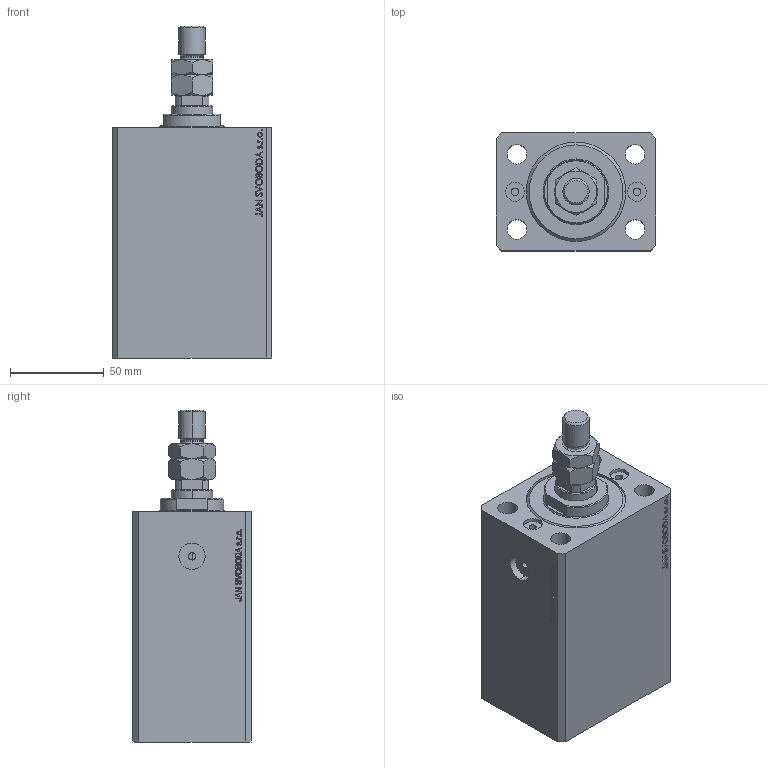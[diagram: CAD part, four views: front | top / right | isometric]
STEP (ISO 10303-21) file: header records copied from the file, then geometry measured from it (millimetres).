
FILE_DESCRIPTION (( 'STEP AP203' ), '1' );
FILE_NAME ('9ad6.STEP', '2023-10-07T20:12:08', ( '' ), ( '' ), 'SwSTEP 2.0', 'SolidWorks 2019', '' );
FILE_SCHEMA (( 'CONFIG_CONTROL_DESIGN' ));
Length unit declared in the file: millimetre
Products named in the file (5): 9ad6; V250CE_C_VCP 44535508e07abc45f07a2eb04bedbdb0; MTA 44535508e07abc45f07a2eb04bedbdb0; V250CE_C_Body 44535508e07abc45f07a2eb04bedbdb0; V250CE_VC_C 44535508e07abc45f07a2eb04bedbdb0
Assembly tree (4 placements, depth 2):
  9ad6
    V250CE_C_Body 44535508e07abc45f07a2eb04bedbdb0
    V250CE_C_VCP 44535508e07abc45f07a2eb04bedbdb0
    V250CE_VC_C 44535508e07abc45f07a2eb04bedbdb0
    MTA 44535508e07abc45f07a2eb04bedbdb0
Bounding box: 85 x 63 x 177 mm (x, y, z)
Volume: 584017.9 mm3; surface area: 105166.3 mm2
Topology: 4 solids, 4 shells, 913 faces, 2340 edges, 1539 vertices
Faces by surface type: plane 443, bspline 374, cylinder 48, cone 40, torus 8
Entity records: 46075 total; most frequent: CARTESIAN_POINT 25949, ORIENTED_EDGE 4676, DIRECTION 2758, EDGE_CURVE 2338, VERTEX_POINT 1539, VECTOR 1382, LINE 1382, EDGE_LOOP 1033
